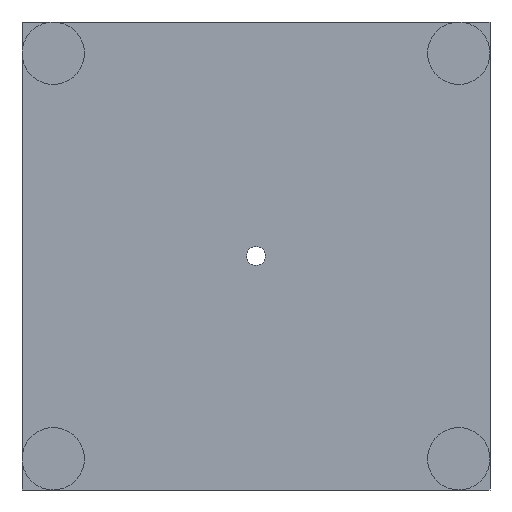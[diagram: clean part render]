
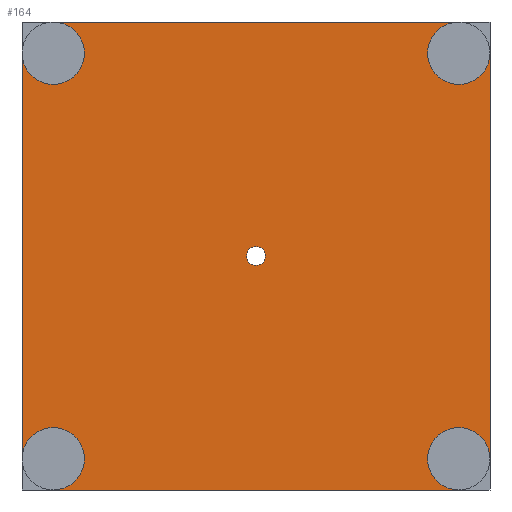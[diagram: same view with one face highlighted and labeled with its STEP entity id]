
A CAD part, front view. The second image highlights one B-rep face of the part: STEP entity #164.
In plain terms, the highlighted planar face has unit normal (0, -1, 0).
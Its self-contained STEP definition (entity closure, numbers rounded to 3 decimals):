
#16 = DIRECTION ( 'NONE',  ( 0., 0., -1. ) ) ;
#29 = VERTEX_POINT ( 'NONE', #366 ) ;
#38 = CIRCLE ( 'NONE', #649, 10. ) ;
#40 = CARTESIAN_POINT ( 'NONE',  ( -65., 0., 65. ) ) ;
#41 = ORIENTED_EDGE ( 'NONE', *, *, #473, .F. ) ;
#46 = CARTESIAN_POINT ( 'NONE',  ( 65., 0., 55. ) ) ;
#49 = DIRECTION ( 'NONE',  ( 0., 0., -1. ) ) ;
#56 = AXIS2_PLACEMENT_3D ( 'NONE', #130, #200, #188 ) ;
#60 = ORIENTED_EDGE ( 'NONE', *, *, #588, .F. ) ;
#72 = VECTOR ( 'NONE', #404, 1000. ) ;
#74 = EDGE_CURVE ( 'NONE', #29, #423, #522, .T. ) ;
#79 = DIRECTION ( 'NONE',  ( 0., 0., -1. ) ) ;
#80 = LINE ( 'NONE', #667, #639 ) ;
#84 = VERTEX_POINT ( 'NONE', #708 ) ;
#119 = EDGE_CURVE ( 'NONE', #486, #305, #195, .T. ) ;
#130 = CARTESIAN_POINT ( 'NONE',  ( 65., 0., 65. ) ) ;
#132 = DIRECTION ( 'NONE',  ( 0., -1., 0. ) ) ;
#134 = CIRCLE ( 'NONE', #236, 10. ) ;
#136 = DIRECTION ( 'NONE',  ( 0., 1., 0. ) ) ;
#142 = LINE ( 'NONE', #565, #742 ) ;
#144 = VERTEX_POINT ( 'NONE', #489 ) ;
#149 = EDGE_CURVE ( 'NONE', #563, #84, #346, .T. ) ;
#164 = ADVANCED_FACE ( 'NONE', ( #175, #368 ), #248, .F. ) ;
#175 = FACE_OUTER_BOUND ( 'NONE', #598, .T. ) ;
#182 = DIRECTION ( 'NONE',  ( 0., -1., 0. ) ) ;
#187 = ORIENTED_EDGE ( 'NONE', *, *, #273, .F. ) ;
#188 = DIRECTION ( 'NONE',  ( 0., 0., -1. ) ) ;
#194 = DIRECTION ( 'NONE',  ( 0., 0., 1. ) ) ;
#195 = CIRCLE ( 'NONE', #398, 10. ) ;
#197 = AXIS2_PLACEMENT_3D ( 'NONE', #40, #336, #49 ) ;
#198 = CARTESIAN_POINT ( 'NONE',  ( 0., 0., 0. ) ) ;
#200 = DIRECTION ( 'NONE',  ( 0., -1., 0. ) ) ;
#201 = CARTESIAN_POINT ( 'NONE',  ( -65., 0., -65. ) ) ;
#204 = CARTESIAN_POINT ( 'NONE',  ( 0., 0., 0. ) ) ;
#207 = DIRECTION ( 'NONE',  ( 0., 0., -1. ) ) ;
#210 = DIRECTION ( 'NONE',  ( 0., -1., 0. ) ) ;
#214 = CARTESIAN_POINT ( 'NONE',  ( 65., 0., -55. ) ) ;
#224 = ORIENTED_EDGE ( 'NONE', *, *, #291, .T. ) ;
#232 = CARTESIAN_POINT ( 'NONE',  ( 65., 0., 65. ) ) ;
#236 = AXIS2_PLACEMENT_3D ( 'NONE', #397, #454, #509 ) ;
#244 = VERTEX_POINT ( 'NONE', #504 ) ;
#247 = AXIS2_PLACEMENT_3D ( 'NONE', #599, #136, #550 ) ;
#248 = PLANE ( 'NONE',  #498 ) ;
#255 = CARTESIAN_POINT ( 'NONE',  ( 65., 0., -75. ) ) ;
#262 = DIRECTION ( 'NONE',  ( 0., 0., 1. ) ) ;
#268 = CIRCLE ( 'NONE', #322, 10. ) ;
#270 = ORIENTED_EDGE ( 'NONE', *, *, #396, .F. ) ;
#273 = EDGE_CURVE ( 'NONE', #391, #674, #403, .T. ) ;
#281 = ORIENTED_EDGE ( 'NONE', *, *, #638, .F. ) ;
#282 = CARTESIAN_POINT ( 'NONE',  ( 75., 0., 75. ) ) ;
#291 = EDGE_CURVE ( 'NONE', #84, #563, #544, .T. ) ;
#295 = VERTEX_POINT ( 'NONE', #451 ) ;
#296 = DIRECTION ( 'NONE',  ( 0., 0., -1. ) ) ;
#297 = ORIENTED_EDGE ( 'NONE', *, *, #653, .F. ) ;
#305 = VERTEX_POINT ( 'NONE', #554 ) ;
#307 = CARTESIAN_POINT ( 'NONE',  ( -65., 0., 65. ) ) ;
#319 = CARTESIAN_POINT ( 'NONE',  ( 65., 0., -65. ) ) ;
#321 = ORIENTED_EDGE ( 'NONE', *, *, #687, .F. ) ;
#322 = AXIS2_PLACEMENT_3D ( 'NONE', #232, #749, #296 ) ;
#331 = EDGE_CURVE ( 'NONE', #469, #393, #38, .T. ) ;
#336 = DIRECTION ( 'NONE',  ( 0., -1., 0. ) ) ;
#342 = AXIS2_PLACEMENT_3D ( 'NONE', #319, #610, #720 ) ;
#346 = CIRCLE ( 'NONE', #247, 3. ) ;
#364 = EDGE_CURVE ( 'NONE', #244, #486, #596, .T. ) ;
#366 = CARTESIAN_POINT ( 'NONE',  ( 65., 0., 75. ) ) ;
#368 = FACE_BOUND ( 'NONE', #597, .T. ) ;
#381 = AXIS2_PLACEMENT_3D ( 'NONE', #204, #715, #262 ) ;
#388 = DIRECTION ( 'NONE',  ( 0., 0., 1. ) ) ;
#390 = LINE ( 'NONE', #282, #721 ) ;
#391 = VERTEX_POINT ( 'NONE', #572 ) ;
#393 = VERTEX_POINT ( 'NONE', #520 ) ;
#396 = EDGE_CURVE ( 'NONE', #295, #391, #390, .T. ) ;
#397 = CARTESIAN_POINT ( 'NONE',  ( 65., 0., -65. ) ) ;
#398 = AXIS2_PLACEMENT_3D ( 'NONE', #307, #132, #79 ) ;
#399 = CARTESIAN_POINT ( 'NONE',  ( -65., 0., -75. ) ) ;
#400 = EDGE_CURVE ( 'NONE', #305, #29, #688, .T. ) ;
#403 = CIRCLE ( 'NONE', #342, 10. ) ;
#404 = DIRECTION ( 'NONE',  ( 1., 0., 0. ) ) ;
#423 = VERTEX_POINT ( 'NONE', #46 ) ;
#437 = ORIENTED_EDGE ( 'NONE', *, *, #364, .F. ) ;
#450 = DIRECTION ( 'NONE',  ( -1., 0., 0. ) ) ;
#451 = CARTESIAN_POINT ( 'NONE',  ( 75., 0., 65. ) ) ;
#454 = DIRECTION ( 'NONE',  ( 0., -1., 0. ) ) ;
#469 = VERTEX_POINT ( 'NONE', #399 ) ;
#473 = EDGE_CURVE ( 'NONE', #423, #295, #268, .T. ) ;
#476 = CARTESIAN_POINT ( 'NONE',  ( -65., 0., 55. ) ) ;
#486 = VERTEX_POINT ( 'NONE', #476 ) ;
#489 = CARTESIAN_POINT ( 'NONE',  ( -75., 0., -65. ) ) ;
#498 = AXIS2_PLACEMENT_3D ( 'NONE', #198, #652, #194 ) ;
#504 = CARTESIAN_POINT ( 'NONE',  ( -75., 0., 65. ) ) ;
#509 = DIRECTION ( 'NONE',  ( 0., 0., -1. ) ) ;
#520 = CARTESIAN_POINT ( 'NONE',  ( -65., 0., -55. ) ) ;
#522 = CIRCLE ( 'NONE', #56, 10. ) ;
#544 = CIRCLE ( 'NONE', #381, 3. ) ;
#545 = ORIENTED_EDGE ( 'NONE', *, *, #400, .F. ) ;
#550 = DIRECTION ( 'NONE',  ( 0., 0., 1. ) ) ;
#554 = CARTESIAN_POINT ( 'NONE',  ( -65., 0., 75. ) ) ;
#563 = VERTEX_POINT ( 'NONE', #692 ) ;
#565 = CARTESIAN_POINT ( 'NONE',  ( -75., 0., 75. ) ) ;
#572 = CARTESIAN_POINT ( 'NONE',  ( 75., 0., -65. ) ) ;
#573 = CIRCLE ( 'NONE', #637, 10. ) ;
#586 = ORIENTED_EDGE ( 'NONE', *, *, #149, .T. ) ;
#588 = EDGE_CURVE ( 'NONE', #393, #144, #573, .T. ) ;
#596 = CIRCLE ( 'NONE', #197, 10. ) ;
#597 = EDGE_LOOP ( 'NONE', ( #224, #586 ) ) ;
#598 = EDGE_LOOP ( 'NONE', ( #187, #270, #41, #691, #545, #624, #437, #297, #60, #608, #321, #281 ) ) ;
#599 = CARTESIAN_POINT ( 'NONE',  ( 0., 0., 0. ) ) ;
#608 = ORIENTED_EDGE ( 'NONE', *, *, #331, .F. ) ;
#610 = DIRECTION ( 'NONE',  ( 0., -1., 0. ) ) ;
#624 = ORIENTED_EDGE ( 'NONE', *, *, #119, .F. ) ;
#632 = CARTESIAN_POINT ( 'NONE',  ( 75., 0., 75. ) ) ;
#637 = AXIS2_PLACEMENT_3D ( 'NONE', #654, #182, #16 ) ;
#638 = EDGE_CURVE ( 'NONE', #674, #651, #134, .T. ) ;
#639 = VECTOR ( 'NONE', #450, 1000. ) ;
#649 = AXIS2_PLACEMENT_3D ( 'NONE', #201, #210, #207 ) ;
#651 = VERTEX_POINT ( 'NONE', #255 ) ;
#652 = DIRECTION ( 'NONE',  ( 0., 1., 0. ) ) ;
#653 = EDGE_CURVE ( 'NONE', #144, #244, #142, .T. ) ;
#654 = CARTESIAN_POINT ( 'NONE',  ( -65., 0., -65. ) ) ;
#667 = CARTESIAN_POINT ( 'NONE',  ( 75., 0., -75. ) ) ;
#674 = VERTEX_POINT ( 'NONE', #214 ) ;
#687 = EDGE_CURVE ( 'NONE', #651, #469, #80, .T. ) ;
#688 = LINE ( 'NONE', #632, #72 ) ;
#691 = ORIENTED_EDGE ( 'NONE', *, *, #74, .F. ) ;
#692 = CARTESIAN_POINT ( 'NONE',  ( 0., 0., 3. ) ) ;
#708 = CARTESIAN_POINT ( 'NONE',  ( 0., 0., -3. ) ) ;
#715 = DIRECTION ( 'NONE',  ( 0., 1., 0. ) ) ;
#720 = DIRECTION ( 'NONE',  ( 0., 0., -1. ) ) ;
#721 = VECTOR ( 'NONE', #730, 1000. ) ;
#730 = DIRECTION ( 'NONE',  ( 0., 0., -1. ) ) ;
#742 = VECTOR ( 'NONE', #388, 1000. ) ;
#749 = DIRECTION ( 'NONE',  ( 0., -1., 0. ) ) ;
